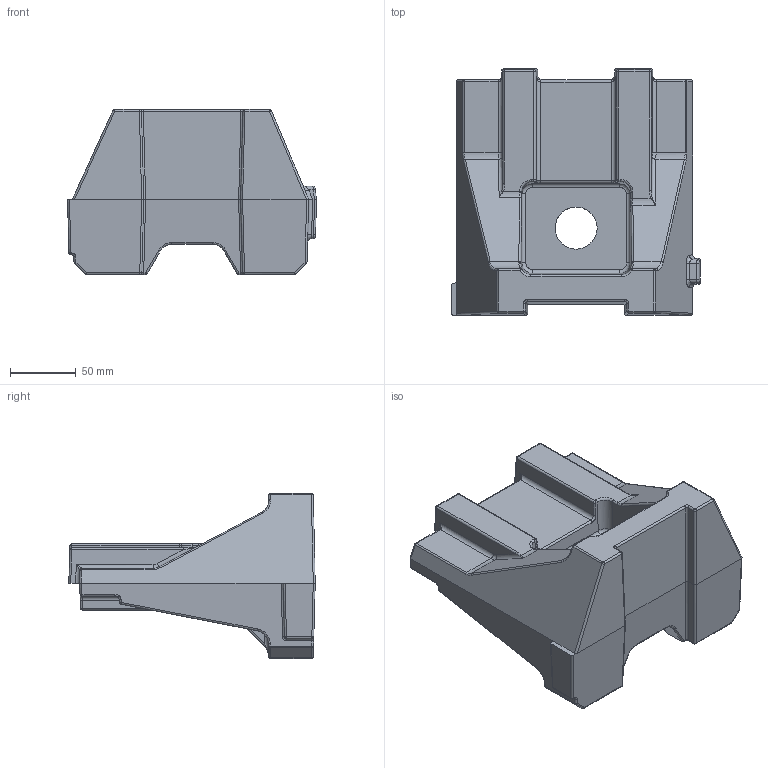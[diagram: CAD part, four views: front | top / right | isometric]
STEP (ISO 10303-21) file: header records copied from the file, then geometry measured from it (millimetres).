
FILE_DESCRIPTION(/* description */ (''),/* implementation_level */ '2;1');
FILE_NAME(/* name */ '03229_0032_002_A.stp',/* time_stamp */ '2016-12-09T12:36:32-05:00',/* author */ (''),/* organization */ (''),/* preprocessor_version */ 'ST-DEVELOPER v15',/* originating_system */ 'SIEMENS PLM Software NX 9.0',/* authorisation */ '');
FILE_SCHEMA (('CONFIG_CONTROL_DESIGN'));
Length unit declared in the file: millimetre
Products named in the file (1): 03229-0032-002_A
Bounding box: 190.01 x 188.02 x 126 mm (x, y, z)
Volume: 1480766.8 mm3; surface area: 139265.9 mm2
Topology: 1 solids, 1 shells, 415 faces, 992 edges, 515 vertices
Faces by surface type: cylinder 179, bspline 152, plane 78, sphere 6
Full cylindrical faces by diameter (mm): 32.1 x1
Entity records: 14687 total; most frequent: CARTESIAN_POINT 6521, ORIENTED_EDGE 1850, DIRECTION 1453, EDGE_CURVE 925, AXIS2_PLACEMENT_3D 536, VERTEX_POINT 514, EDGE_LOOP 417, ADVANCED_FACE 414
